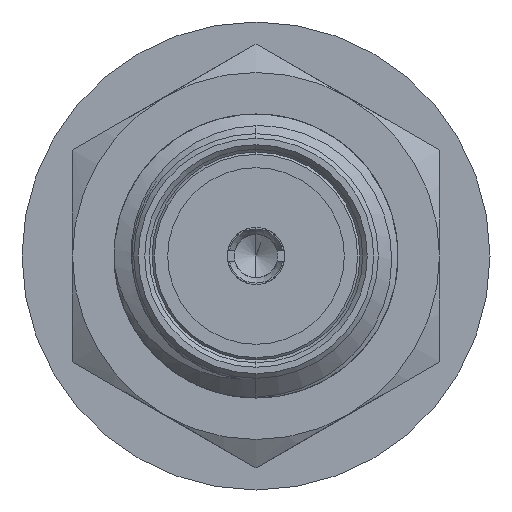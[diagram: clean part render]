
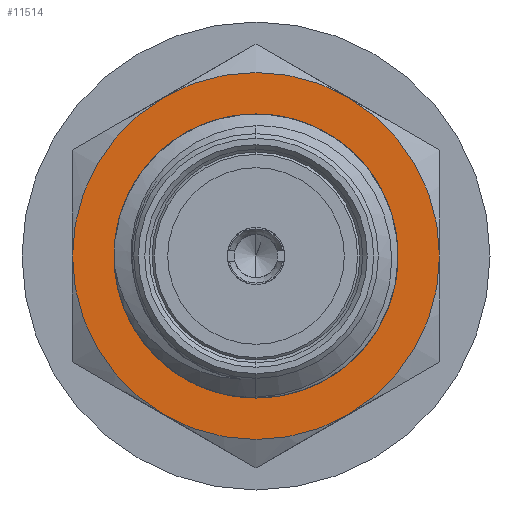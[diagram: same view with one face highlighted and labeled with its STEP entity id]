
A CAD part, left-side view. The second image highlights one B-rep face of the part: STEP entity #11514.
In plain terms, the highlighted planar face has unit normal (-1, 0, 0).
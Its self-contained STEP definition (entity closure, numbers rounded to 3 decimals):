
#2173=CARTESIAN_POINT('',(7.,0.,0.));
#2174=DIRECTION('',(-1.,0.,0.));
#2175=DIRECTION('',(0.,0.,-1.));
#2176=AXIS2_PLACEMENT_3D('',#2173,#2174,#2175);
#2178=CARTESIAN_POINT('',(7.,0.,0.));
#2179=DIRECTION('',(1.,0.,0.));
#2180=DIRECTION('',(0.,0.,-1.));
#2181=AXIS2_PLACEMENT_3D('',#2178,#2179,#2180);
#2183=CARTESIAN_POINT('',(7.,0.,0.));
#2184=DIRECTION('',(-1.,0.,0.));
#2185=DIRECTION('',(0.,-1.,0.));
#2186=AXIS2_PLACEMENT_3D('',#2183,#2184,#2185);
#2188=CARTESIAN_POINT('',(7.,0.,0.));
#2189=DIRECTION('',(-1.,0.,0.));
#2190=DIRECTION('',(0.,-0.5,-0.866));
#2191=AXIS2_PLACEMENT_3D('',#2188,#2189,#2190);
#2193=CARTESIAN_POINT('',(7.,0.,0.));
#2194=DIRECTION('',(-1.,0.,0.));
#2195=DIRECTION('',(0.,0.5,-0.866));
#2196=AXIS2_PLACEMENT_3D('',#2193,#2194,#2195);
#2198=CARTESIAN_POINT('',(7.,0.,0.));
#2199=DIRECTION('',(-1.,0.,0.));
#2200=DIRECTION('',(0.,1.,0.));
#2201=AXIS2_PLACEMENT_3D('',#2198,#2199,#2200);
#2203=CARTESIAN_POINT('',(7.,0.,0.));
#2204=DIRECTION('',(-1.,0.,0.));
#2205=DIRECTION('',(0.,0.5,0.866));
#2206=AXIS2_PLACEMENT_3D('',#2203,#2204,#2205);
#2208=CARTESIAN_POINT('',(7.,0.,0.));
#2209=DIRECTION('',(-1.,0.,0.));
#2210=DIRECTION('',(0.,-0.5,0.866));
#2211=AXIS2_PLACEMENT_3D('',#2208,#2209,#2210);
#8408=CARTESIAN_POINT('',(7.,0.,-2.665));
#8410=VERTEX_POINT('',#8408);
#8412=CARTESIAN_POINT('',(7.,0.,2.665));
#8414=VERTEX_POINT('',#8412);
#8526=CARTESIAN_POINT('',(7.,-4.,0.));
#8527=CARTESIAN_POINT('',(7.,-2.,3.464));
#8528=VERTEX_POINT('',#8526);
#8529=VERTEX_POINT('',#8527);
#8530=CARTESIAN_POINT('',(7.,2.,3.464));
#8531=VERTEX_POINT('',#8530);
#8532=CARTESIAN_POINT('',(7.,4.,0.));
#8533=VERTEX_POINT('',#8532);
#8534=CARTESIAN_POINT('',(7.,2.,-3.464));
#8535=VERTEX_POINT('',#8534);
#8536=CARTESIAN_POINT('',(7.,-2.,-3.464));
#8537=VERTEX_POINT('',#8536);
#11491=CARTESIAN_POINT('',(7.,0.,0.));
#11492=DIRECTION('',(1.,0.,0.));
#11493=DIRECTION('',(0.,0.,1.));
#11494=AXIS2_PLACEMENT_3D('',#11491,#11492,#11493);
#11495=PLANE('',#11494);
#11497=ORIENTED_EDGE('',*,*,#11496,.F.);
#11499=ORIENTED_EDGE('',*,*,#11498,.F.);
#11501=ORIENTED_EDGE('',*,*,#11500,.F.);
#11503=ORIENTED_EDGE('',*,*,#11502,.F.);
#11505=ORIENTED_EDGE('',*,*,#11504,.F.);
#11507=ORIENTED_EDGE('',*,*,#11506,.F.);
#11508=EDGE_LOOP('',(#11497,#11499,#11501,#11503,#11505,#11507));
#11509=FACE_OUTER_BOUND('',#11508,.F.);
#11510=ORIENTED_EDGE('',*,*,#11484,.F.);
#11511=ORIENTED_EDGE('',*,*,#11473,.T.);
#11512=EDGE_LOOP('',(#11510,#11511));
#11513=FACE_BOUND('',#11512,.F.);
#11514=ADVANCED_FACE('',(#11509,#11513),#11495,.F.);
#2177=CIRCLE('',#2176,2.665);
#2182=CIRCLE('',#2181,2.665);
#2187=CIRCLE('',#2186,4.);
#2192=CIRCLE('',#2191,4.);
#2197=CIRCLE('',#2196,4.);
#2202=CIRCLE('',#2201,4.);
#2207=CIRCLE('',#2206,4.);
#2212=CIRCLE('',#2211,4.);
#11473=EDGE_CURVE('',#8410,#8414,#2177,.T.);
#11484=EDGE_CURVE('',#8410,#8414,#2182,.T.);
#11496=EDGE_CURVE('',#8528,#8529,#2187,.T.);
#11498=EDGE_CURVE('',#8537,#8528,#2192,.T.);
#11500=EDGE_CURVE('',#8535,#8537,#2197,.T.);
#11502=EDGE_CURVE('',#8533,#8535,#2202,.T.);
#11504=EDGE_CURVE('',#8531,#8533,#2207,.T.);
#11506=EDGE_CURVE('',#8529,#8531,#2212,.T.);
